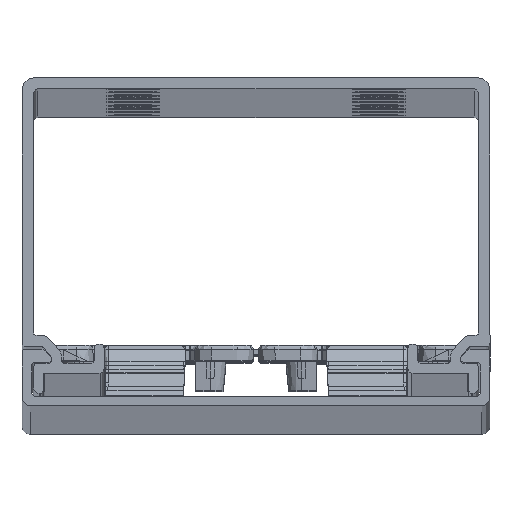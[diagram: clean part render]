
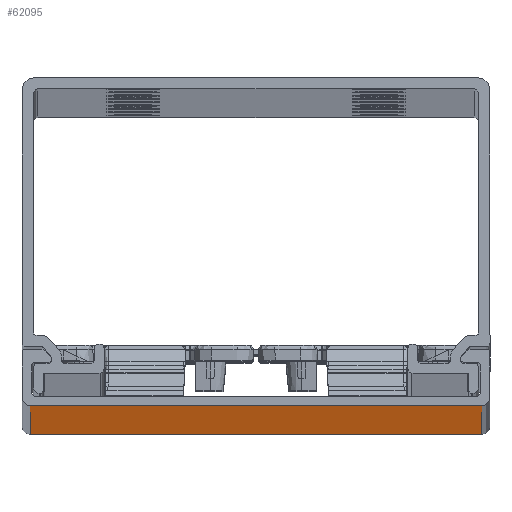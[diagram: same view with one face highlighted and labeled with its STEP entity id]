
A CAD part, top view. The second image highlights one B-rep face of the part: STEP entity #62095.
In plain terms, the highlighted planar face has unit normal (0, -1, 0).
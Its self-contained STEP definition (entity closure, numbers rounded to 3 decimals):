
#176 = VECTOR ( 'NONE', #2212, 1000. ) ;
#795 = VECTOR ( 'NONE', #49493, 1000. ) ;
#1183 = EDGE_CURVE ( 'NONE', #20494, #60859, #36497, .T. ) ;
#1935 = ORIENTED_EDGE ( 'NONE', *, *, #24061, .F. ) ;
#2212 = DIRECTION ( 'NONE',  ( 1., 0., 0. ) ) ;
#3087 = CARTESIAN_POINT ( 'NONE',  ( 27.5, 160., -5057.416 ) ) ;
#3683 = VERTEX_POINT ( 'NONE', #8766 ) ;
#4761 = CARTESIAN_POINT ( 'NONE',  ( 27.5, 160., -5000. ) ) ;
#7507 = ORIENTED_EDGE ( 'NONE', *, *, #1183, .T. ) ;
#8766 = CARTESIAN_POINT ( 'NONE',  ( 27.5, 160., -3000. ) ) ;
#13280 = AXIS2_PLACEMENT_3D ( 'NONE', #3087, #54471, #65341 ) ;
#13955 = CARTESIAN_POINT ( 'NONE',  ( 27.5, 160., -3000. ) ) ;
#16329 = CARTESIAN_POINT ( 'NONE',  ( -27.5, 160., -5057.416 ) ) ;
#20494 = VERTEX_POINT ( 'NONE', #22225 ) ;
#22225 = CARTESIAN_POINT ( 'NONE',  ( -27.5, 160., -5000. ) ) ;
#24061 = EDGE_CURVE ( 'NONE', #20494, #38741, #30049, .T. ) ;
#29395 = EDGE_LOOP ( 'NONE', ( #1935, #7507, #68323, #60386 ) ) ;
#30049 = LINE ( 'NONE', #16329, #68692 ) ;
#36497 = LINE ( 'NONE', #4761, #795 ) ;
#38342 = EDGE_CURVE ( 'NONE', #60859, #3683, #78846, .T. ) ;
#38741 = VERTEX_POINT ( 'NONE', #41485 ) ;
#41485 = CARTESIAN_POINT ( 'NONE',  ( -27.5, 160., -3000. ) ) ;
#47069 = CARTESIAN_POINT ( 'NONE',  ( 27.5, 160., -5057.416 ) ) ;
#48216 = PLANE ( 'NONE',  #13280 ) ;
#49493 = DIRECTION ( 'NONE',  ( 1., 0., 0. ) ) ;
#54471 = DIRECTION ( 'NONE',  ( 0., -1., 0. ) ) ;
#60386 = ORIENTED_EDGE ( 'NONE', *, *, #64232, .F. ) ;
#60684 = CARTESIAN_POINT ( 'NONE',  ( 27.5, 160., -5000. ) ) ;
#60859 = VERTEX_POINT ( 'NONE', #60684 ) ;
#60969 = DIRECTION ( 'NONE',  ( 0., 0., 1. ) ) ;
#62095 = ADVANCED_FACE ( 'NONE', ( #66546 ), #48216, .T. ) ;
#64232 = EDGE_CURVE ( 'NONE', #38741, #3683, #72413, .T. ) ;
#65341 = DIRECTION ( 'NONE',  ( 0., 0., -1. ) ) ;
#66546 = FACE_OUTER_BOUND ( 'NONE', #29395, .T. ) ;
#68323 = ORIENTED_EDGE ( 'NONE', *, *, #38342, .T. ) ;
#68692 = VECTOR ( 'NONE', #60969, 1000. ) ;
#72413 = LINE ( 'NONE', #13955, #176 ) ;
#72562 = DIRECTION ( 'NONE',  ( 0., 0., 1. ) ) ;
#77777 = VECTOR ( 'NONE', #72562, 1000. ) ;
#78846 = LINE ( 'NONE', #47069, #77777 ) ;
